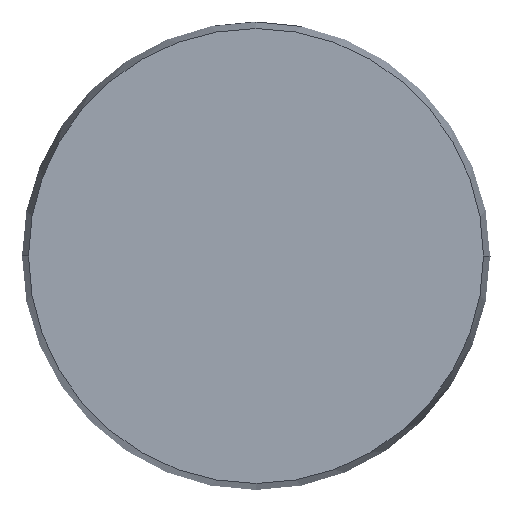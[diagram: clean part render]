
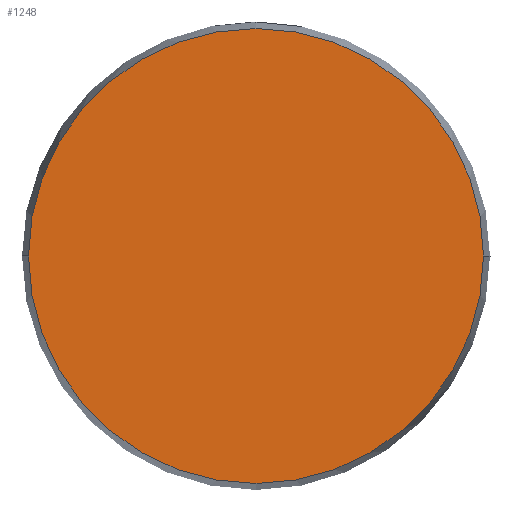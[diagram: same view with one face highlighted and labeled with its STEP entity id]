
A CAD part, left-side view. The second image highlights one B-rep face of the part: STEP entity #1248.
In plain terms, the highlighted planar face has unit normal (-1, 0, 0).
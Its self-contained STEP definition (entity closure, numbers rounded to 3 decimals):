
#116 = CIRCLE ( 'NONE', #1225, 0.775 ) ;
#179 = VERTEX_POINT ( 'NONE', #685 ) ;
#201 = CARTESIAN_POINT ( 'NONE',  ( -1.85, 0., 0. ) ) ;
#332 = DIRECTION ( 'NONE',  ( 0., 1., 0. ) ) ;
#413 = AXIS2_PLACEMENT_3D ( 'NONE', #837, #1105, #332 ) ;
#473 = CARTESIAN_POINT ( 'NONE',  ( -1.85, 0., 0. ) ) ;
#477 = CARTESIAN_POINT ( 'NONE',  ( -1.85, -0.775, 0. ) ) ;
#506 = DIRECTION ( 'NONE',  ( -1., 0., 0. ) ) ;
#684 = EDGE_LOOP ( 'NONE', ( #1100, #1162 ) ) ;
#685 = CARTESIAN_POINT ( 'NONE',  ( -1.85, 0.775, 0. ) ) ;
#729 = PLANE ( 'NONE',  #413 ) ;
#772 = FACE_OUTER_BOUND ( 'NONE', #684, .T. ) ;
#780 = DIRECTION ( 'NONE',  ( 0., -1., 0. ) ) ;
#788 = DIRECTION ( 'NONE',  ( -1., 0., 0. ) ) ;
#791 = EDGE_CURVE ( 'NONE', #1071, #179, #116, .T. ) ;
#837 = CARTESIAN_POINT ( 'NONE',  ( -1.85, 0.775, 0. ) ) ;
#890 = AXIS2_PLACEMENT_3D ( 'NONE', #473, #788, #780 ) ;
#898 = DIRECTION ( 'NONE',  ( 0., -1., 0. ) ) ;
#929 = CIRCLE ( 'NONE', #890, 0.775 ) ;
#1049 = EDGE_CURVE ( 'NONE', #179, #1071, #929, .T. ) ;
#1071 = VERTEX_POINT ( 'NONE', #477 ) ;
#1100 = ORIENTED_EDGE ( 'NONE', *, *, #791, .T. ) ;
#1105 = DIRECTION ( 'NONE',  ( 1., 0., 0. ) ) ;
#1162 = ORIENTED_EDGE ( 'NONE', *, *, #1049, .T. ) ;
#1225 = AXIS2_PLACEMENT_3D ( 'NONE', #201, #506, #898 ) ;
#1248 = ADVANCED_FACE ( 'NONE', ( #772 ), #729, .F. ) ;
